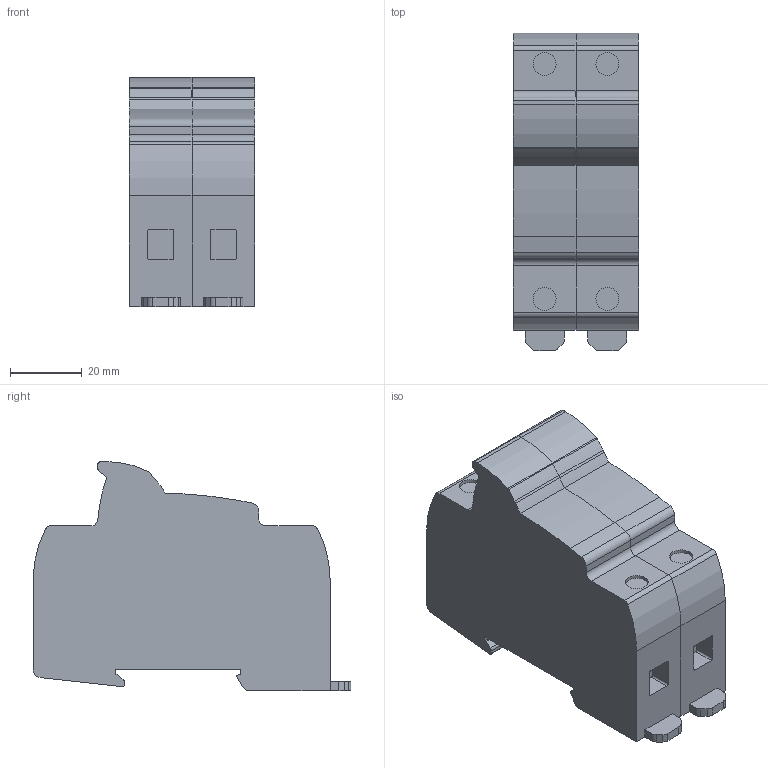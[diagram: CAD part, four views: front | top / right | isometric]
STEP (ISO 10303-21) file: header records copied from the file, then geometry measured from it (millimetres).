
FILE_DESCRIPTION (( 'STEP AP203' ), '1' );
FILE_NAME ('57050012-1PK.step', '2022-08-30T13:21:39', ( '' ), ( '' ), 'SwSTEP 2.0', 'SolidWorks 2021', '' );
FILE_SCHEMA (( 'CONFIG_CONTROL_DESIGN' ));
Length unit declared in the file: inch
Products named in the file (1): 57050012-1PK
Bounding box: 35 x 88.79 x 64 mm (x, y, z)
Volume: 138609.5 mm3; surface area: 27524.9 mm2
Topology: 2 solids, 2 shells, 210 faces, 576 edges, 384 vertices
Faces by surface type: cylinder 106, plane 104
Entity records: 7647 total; most frequent: CARTESIAN_POINT 2431, ORIENTED_EDGE 1152, DIRECTION 950, EDGE_CURVE 576, VERTEX_POINT 384, AXIS2_PLACEMENT_3D 325, LINE 300, VECTOR 300
